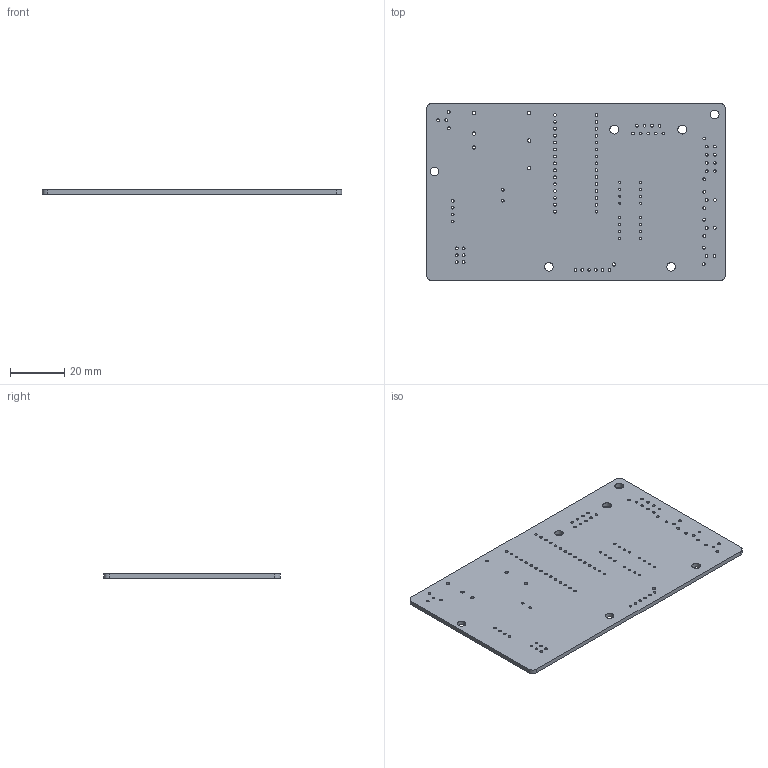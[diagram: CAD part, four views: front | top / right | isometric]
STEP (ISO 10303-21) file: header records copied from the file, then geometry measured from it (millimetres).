
FILE_DESCRIPTION(('KiCad electronic assembly'),'2;1');
FILE_NAME('E16 BMS Master.step','2022-01-21T13:21:45',('Pcbnew'),( 'Kicad'),'Open CASCADE STEP processor 7.5','KiCad to STEP converter' ,'Unknown');
FILE_SCHEMA(('AUTOMOTIVE_DESIGN { 1 0 10303 214 1 1 1 1 }'));
Length unit declared in the file: millimetre
Products named in the file (2): E16 BMS Master 1; _autosave-E16 BMS Master PCB
Assembly tree (1 placements, depth 2):
  E16 BMS Master 1
    _autosave-E16 BMS Master PCB
Bounding box: 110 x 65 x 1.6 mm (x, y, z)
Volume: 11228 mm3; surface area: 15208.2 mm2
Topology: 1 solids, 1 shells, 122 faces, 360 edges, 240 vertices
Faces by surface type: cylinder 116, plane 6
Full cylindrical faces by diameter (mm): 0.8 x16, 0.94 x8, 0.95 x10, 1 x47, 1.02 x18, 1.2 x1, 1.25 x6, 3.2 x6
Entity records: 10087 total; most frequent: CARTESIAN_POINT 2836, DIRECTION 1328, ORIENTED_EDGE 720, PCURVE 720, DEFINITIONAL_REPRESENTATION 720, LINE 616, VECTOR 616, EDGE_CURVE 360
